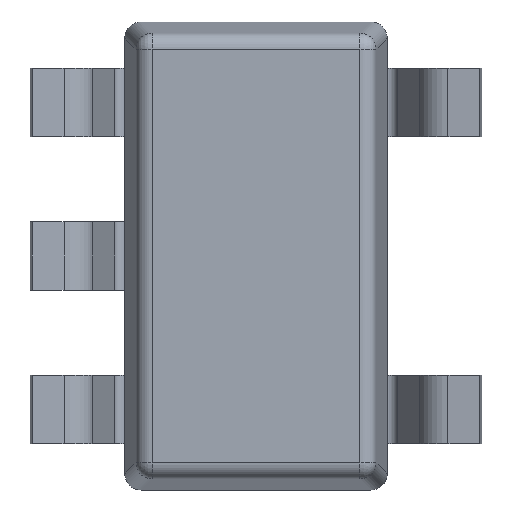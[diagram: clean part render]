
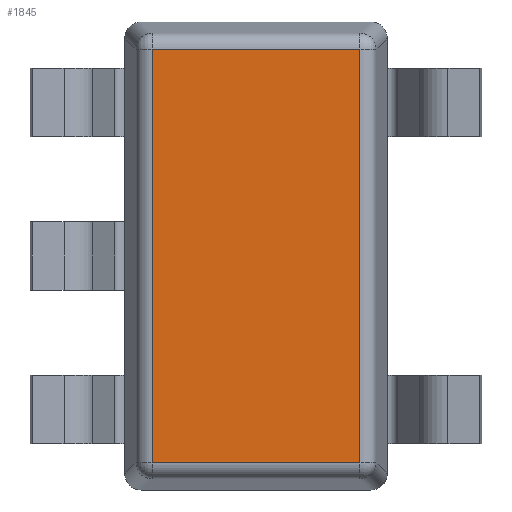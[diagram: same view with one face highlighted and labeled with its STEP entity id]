
A CAD part, front view. The second image highlights one B-rep face of the part: STEP entity #1845.
In plain terms, the highlighted planar face has unit normal (0, -1, 0).
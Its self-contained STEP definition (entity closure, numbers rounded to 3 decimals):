
#28 = CARTESIAN_POINT ( 'NONE',  ( 0.644, 0.15, 1.282 ) ) ;
#42 = CARTESIAN_POINT ( 'NONE',  ( -0.644, 0.15, -1.369 ) ) ;
#219 = DIRECTION ( 'NONE',  ( -1., 0., 0. ) ) ;
#226 = ORIENTED_EDGE ( 'NONE', *, *, #367, .T. ) ;
#232 = ORIENTED_EDGE ( 'NONE', *, *, #2700, .T. ) ;
#282 = DIRECTION ( 'NONE',  ( 0., 0., -1. ) ) ;
#367 = EDGE_CURVE ( 'NONE', #893, #2147, #451, .T. ) ;
#451 = LINE ( 'NONE', #2683, #495 ) ;
#462 = CARTESIAN_POINT ( 'NONE',  ( -0.644, 0.15, 1.282 ) ) ;
#495 = VECTOR ( 'NONE', #741, 1000. ) ;
#500 = VECTOR ( 'NONE', #2263, 1000. ) ;
#621 = CARTESIAN_POINT ( 'NONE',  ( 0.644, 0.15, 1.369 ) ) ;
#706 = DIRECTION ( 'NONE',  ( 0., -1., 0. ) ) ;
#738 = CARTESIAN_POINT ( 'NONE',  ( -0.731, 0.15, 1.282 ) ) ;
#741 = DIRECTION ( 'NONE',  ( 1., 0., 0. ) ) ;
#772 = VERTEX_POINT ( 'NONE', #28 ) ;
#846 = AXIS2_PLACEMENT_3D ( 'NONE', #2885, #706, #282 ) ;
#871 = LINE ( 'NONE', #738, #2814 ) ;
#893 = VERTEX_POINT ( 'NONE', #2680 ) ;
#957 = EDGE_CURVE ( 'NONE', #772, #992, #871, .T. ) ;
#992 = VERTEX_POINT ( 'NONE', #462 ) ;
#1215 = VECTOR ( 'NONE', #2185, 1000. ) ;
#1353 = EDGE_LOOP ( 'NONE', ( #1847, #2208, #226, #232 ) ) ;
#1483 = LINE ( 'NONE', #621, #500 ) ;
#1845 = ADVANCED_FACE ( 'NONE', ( #2233 ), #2818, .T. ) ;
#1847 = ORIENTED_EDGE ( 'NONE', *, *, #957, .T. ) ;
#1876 = EDGE_CURVE ( 'NONE', #992, #893, #2195, .T. ) ;
#2147 = VERTEX_POINT ( 'NONE', #2548 ) ;
#2185 = DIRECTION ( 'NONE',  ( 0., 0., -1. ) ) ;
#2195 = LINE ( 'NONE', #42, #1215 ) ;
#2208 = ORIENTED_EDGE ( 'NONE', *, *, #1876, .T. ) ;
#2233 = FACE_OUTER_BOUND ( 'NONE', #1353, .T. ) ;
#2263 = DIRECTION ( 'NONE',  ( 0., 0., 1. ) ) ;
#2548 = CARTESIAN_POINT ( 'NONE',  ( 0.644, 0.15, -1.282 ) ) ;
#2680 = CARTESIAN_POINT ( 'NONE',  ( -0.644, 0.15, -1.282 ) ) ;
#2683 = CARTESIAN_POINT ( 'NONE',  ( 0.731, 0.15, -1.282 ) ) ;
#2700 = EDGE_CURVE ( 'NONE', #2147, #772, #1483, .T. ) ;
#2814 = VECTOR ( 'NONE', #219, 1000. ) ;
#2818 = PLANE ( 'NONE',  #846 ) ;
#2885 = CARTESIAN_POINT ( 'NONE',  ( 0., 0.15, 0. ) ) ;
